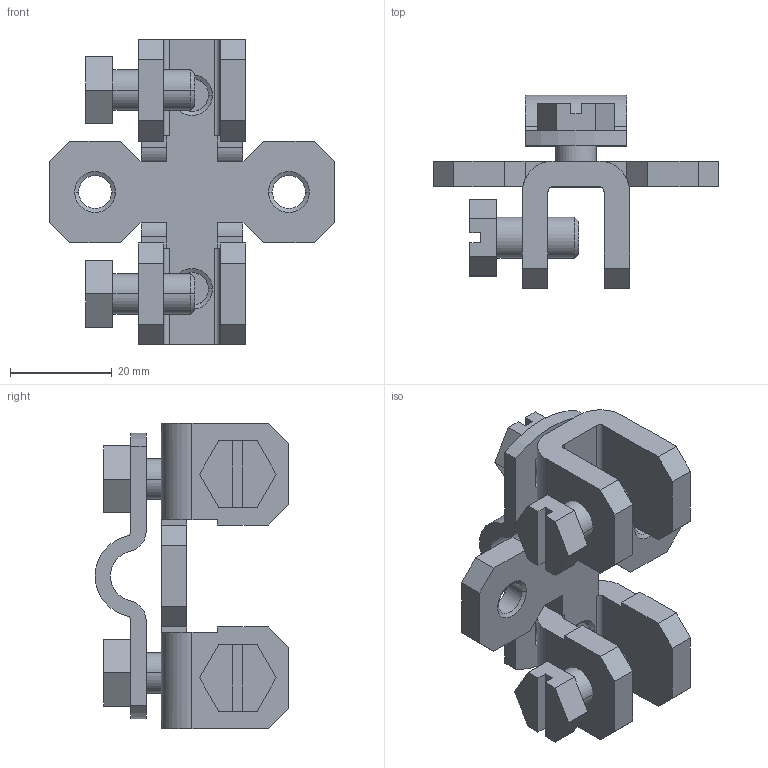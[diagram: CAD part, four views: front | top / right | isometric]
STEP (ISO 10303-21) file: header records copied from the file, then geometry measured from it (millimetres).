
FILE_DESCRIPTION(('Creo Elements/Direct Modeling STEP Export'),'2;1');
FILE_NAME('5317223.stp','2019-11-07T11:18:43',(''),(''),'Creo Elements/Direct Modeling STEP processor for AP214 (Solid Model)','Creo Elements/Direct Modeling 18.0B 02-Dec-2011 (C) Parametric Technology GmbH','');
FILE_SCHEMA(('AUTOMOTIVE_DESIGN { 1 0 10303 214 1 1 1 1 }'));
Length unit declared in the file: millimetre
Products named in the file (7): Kreuzstück; Sechskantschraube_DIN_933-M8x10--.2.1; Sechskantschraube_DIN_933-M8x10--.2.1.1; Sechskantschraube_DIN_933-M8x16--.2.1; Sechskantschraube_DIN_933-M8x16--.2.1.1; Überleger; Falzklemme.1
Assembly tree (6 placements, depth 2):
  Falzklemme.1
    Überleger
    Sechskantschraube_DIN_933-M8x16--.2.1.1
    Sechskantschraube_DIN_933-M8x16--.2.1
    Sechskantschraube_DIN_933-M8x10--.2.1.1
    Sechskantschraube_DIN_933-M8x10--.2.1
    Kreuzstück
Bounding box: 56 x 38 x 60 mm (x, y, z)
Volume: 23535.5 mm3; surface area: 15017.6 mm2
Topology: 6 solids, 6 shells, 360 faces, 964 edges, 632 vertices
Faces by surface type: plane 276, cylinder 44, cone 32, extrusion 8
Entity records: 13134 total; most frequent: CARTESIAN_POINT 2342, ORIENTED_EDGE 1928, DIRECTION 1684, EDGE_CURVE 964, VECTOR 824, LINE 816, VERTEX_POINT 632, AXIS2_PLACEMENT_3D 430
